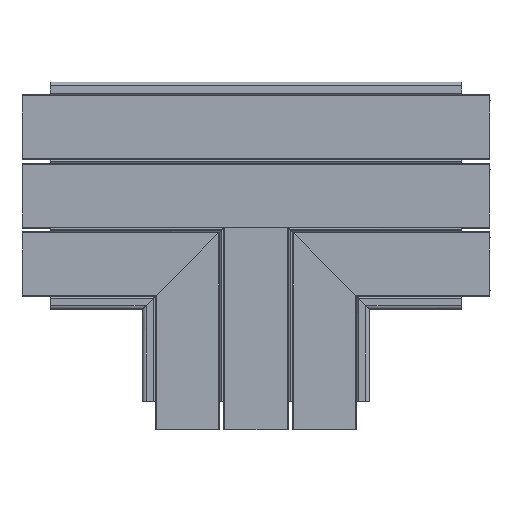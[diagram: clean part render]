
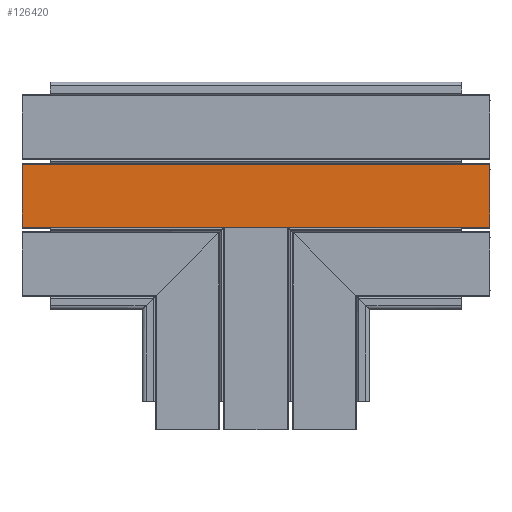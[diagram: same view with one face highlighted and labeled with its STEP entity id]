
A CAD part, front view. The second image highlights one B-rep face of the part: STEP entity #126420.
In plain terms, the highlighted planar face has unit normal (0, -1, 0).
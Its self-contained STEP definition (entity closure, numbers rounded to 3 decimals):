
#117420=CARTESIAN_POINT('',(96.404,128.815,
-323.99));
#117430=VERTEX_POINT('',#117420);
#117460=CARTESIAN_POINT('',(96.404,128.815,
-287.44));
#117470=DIRECTION('',(0.,0.,-1.));
#117480=VECTOR('',#117470,1.);
#117490=LINE('',#117460,#117480);
#117500=CARTESIAN_POINT('',(96.404,128.815,
-279.59));
#117510=VERTEX_POINT('',#117500);
#117520=EDGE_CURVE('',#117510,#117430,#117490,.T.);
#118950=CARTESIAN_POINT('',(30.403,128.815,
-279.59));
#118960=DIRECTION('',(1.,0.,0.));
#118970=VECTOR('',#118960,1.);
#118980=LINE('',#118950,#118970);
#118990=CARTESIAN_POINT('',(-233.596,128.815,
-279.59));
#119000=VERTEX_POINT('',#118990);
#119010=EDGE_CURVE('',#119000,#117510,#118980,.T.);
#120950=CARTESIAN_POINT('',(-233.596,128.815,
-323.99));
#120960=VERTEX_POINT('',#120950);
#120990=CARTESIAN_POINT('',(30.403,128.815,
-323.99));
#121000=DIRECTION('',(-1.,0.,0.));
#121010=VECTOR('',#121000,1.);
#121020=LINE('',#120990,#121010);
#121030=EDGE_CURVE('',#117430,#120960,#121020,.T.);
#126260=CARTESIAN_POINT('',(30.403,128.815,
-279.59));
#126270=DIRECTION('',(0.,-1.,0.));
#126280=DIRECTION('',(0.,0.,-1.));
#126290=AXIS2_PLACEMENT_3D('',#126260,#126270,#126280);
#126300=PLANE('',#126290);
#126310=ORIENTED_EDGE('',*,*,#119010,.F.);
#126320=ORIENTED_EDGE('',*,*,#117520,.F.);
#126330=ORIENTED_EDGE('',*,*,#121030,.F.);
#126340=CARTESIAN_POINT('',(-233.596,128.815,
-287.44));
#126350=DIRECTION('',(0.,0.,1.));
#126360=VECTOR('',#126350,1.);
#126370=LINE('',#126340,#126360);
#126380=EDGE_CURVE('',#120960,#119000,#126370,.T.);
#126390=ORIENTED_EDGE('',*,*,#126380,.F.);
#126400=EDGE_LOOP('',(#126390,#126330,#126320,#126310));
#126410=FACE_OUTER_BOUND('',#126400,.T.);
#126420=ADVANCED_FACE('',(#126410),#126300,.T.);
